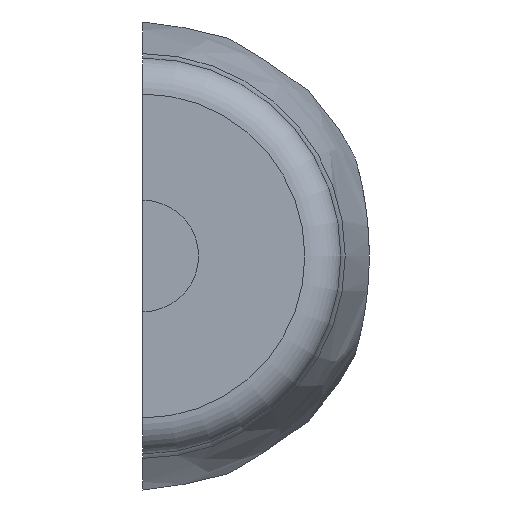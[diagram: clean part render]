
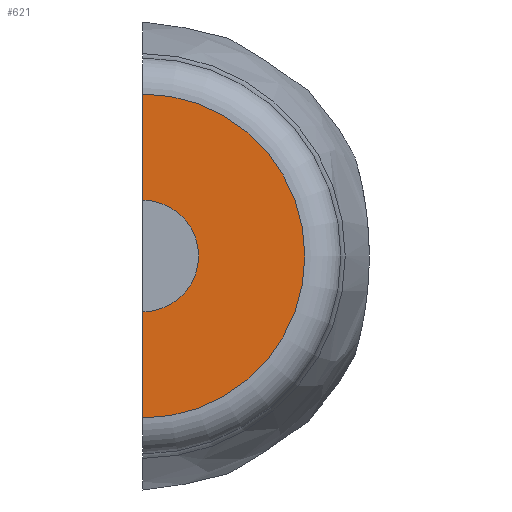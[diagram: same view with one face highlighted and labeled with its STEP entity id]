
A CAD part, left-side view. The second image highlights one B-rep face of the part: STEP entity #621.
In plain terms, the highlighted planar face has unit normal (-1, 0, 0).
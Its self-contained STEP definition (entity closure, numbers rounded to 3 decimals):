
#44=LINE('',#938,#99);
#56=LINE('',#962,#111);
#99=VECTOR('',#755,10.);
#111=VECTOR('',#767,10.);
#178=FACE_OUTER_BOUND('',#215,.T.);
#215=EDGE_LOOP('',(#529,#530,#531,#532));
#253=CIRCLE('',#702,9.);
#254=CIRCLE('',#704,3.1);
#271=VERTEX_POINT('',#935);
#272=VERTEX_POINT('',#937);
#283=VERTEX_POINT('',#959);
#284=VERTEX_POINT('',#961);
#332=EDGE_CURVE('',#272,#271,#44,.T.);
#344=EDGE_CURVE('',#284,#283,#56,.T.);
#388=EDGE_CURVE('',#284,#271,#253,.T.);
#389=EDGE_CURVE('',#283,#272,#254,.T.);
#529=ORIENTED_EDGE('',*,*,#332,.T.);
#530=ORIENTED_EDGE('',*,*,#388,.F.);
#531=ORIENTED_EDGE('',*,*,#344,.T.);
#532=ORIENTED_EDGE('',*,*,#389,.T.);
#590=PLANE('',#703);
#621=ADVANCED_FACE('',(#178),#590,.T.);
#702=AXIS2_PLACEMENT_3D('',#1120,#856,#857);
#703=AXIS2_PLACEMENT_3D('',#1121,#858,#859);
#704=AXIS2_PLACEMENT_3D('',#1122,#860,#861);
#755=DIRECTION('',(0.,0.,-1.));
#767=DIRECTION('',(0.,0.,-1.));
#856=DIRECTION('center_axis',(1.,0.,0.));
#857=DIRECTION('ref_axis',(0.,-1.,0.));
#858=DIRECTION('center_axis',(-1.,0.,0.));
#859=DIRECTION('ref_axis',(0.,0.,1.));
#860=DIRECTION('center_axis',(1.,0.,0.));
#861=DIRECTION('ref_axis',(0.,0.,1.));
#935=CARTESIAN_POINT('',(-35.,0.,-9.));
#937=CARTESIAN_POINT('',(-35.,0.,-3.1));
#938=CARTESIAN_POINT('',(-35.,0.,0.));
#959=CARTESIAN_POINT('',(-35.,0.,3.1));
#961=CARTESIAN_POINT('',(-35.,0.,9.));
#962=CARTESIAN_POINT('',(-35.,0.,0.));
#1120=CARTESIAN_POINT('Origin',(-35.,0.,0.));
#1121=CARTESIAN_POINT('Origin',(-35.,11.,0.));
#1122=CARTESIAN_POINT('Origin',(-35.,0.,0.));
